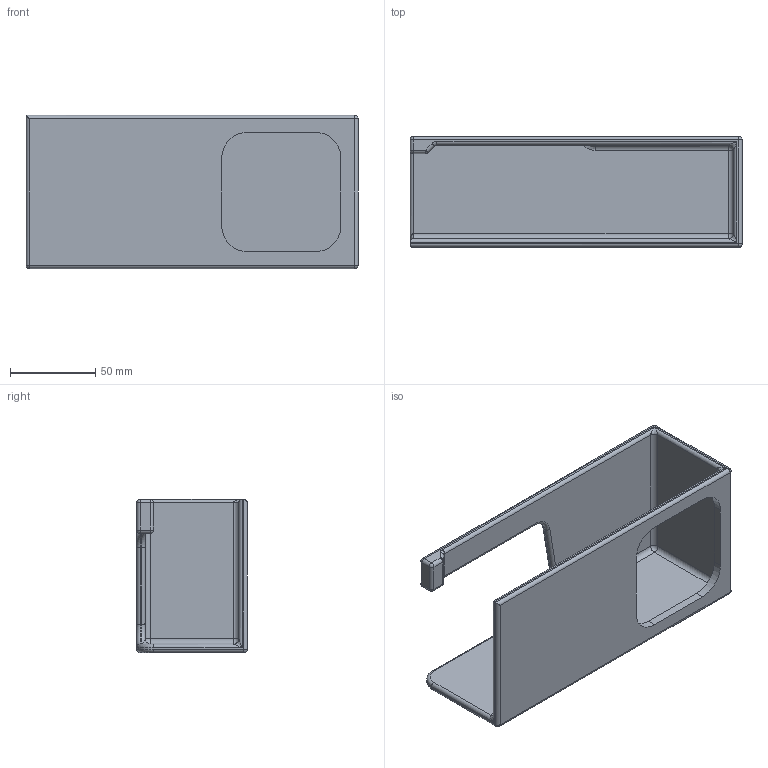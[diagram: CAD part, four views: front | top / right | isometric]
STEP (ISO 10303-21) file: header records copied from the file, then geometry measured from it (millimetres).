
FILE_DESCRIPTION(('STEP AP214'), '1');
FILE_NAME('äåðæàòåëü äëÿ òóàëåòíîé áóìàãè 1 âàðèàíò', '', ('UNSPECIFIED'), ('UNSPECIFIED'), 'C3D Converter', 'C3D Toolkit', '');
FILE_SCHEMA(('AUTOMOTIVE_DESIGN { 1 0 10303 214 3 1 1}'));
Length unit declared in the file: millimetre
Bounding box: 195 x 65 x 90 mm (x, y, z)
Volume: 194018.5 mm3; surface area: 82361 mm2
Topology: 1 solids, 1 shells, 161 faces, 370 edges, 197 vertices
Faces by surface type: cylinder 78, plane 34, torus 32, sphere 13, bspline 4
Entity records: 4891 total; most frequent: CARTESIAN_POINT 1255, DIRECTION 835, ORIENTED_EDGE 706, EDGE_CURVE 353, AXIS2_PLACEMENT_3D 335, VERTEX_POINT 197, CIRCLE 177, FACE_BOUND 166
